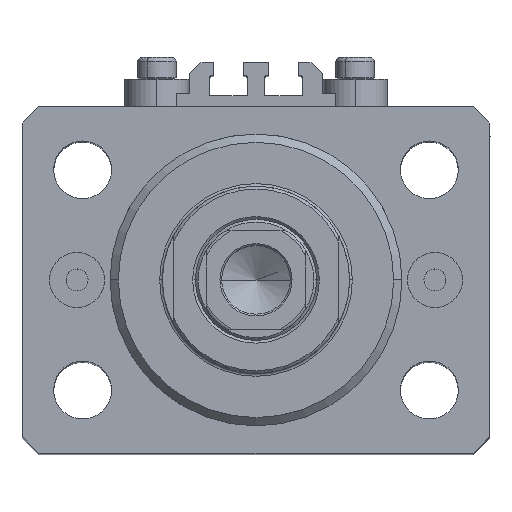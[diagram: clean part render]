
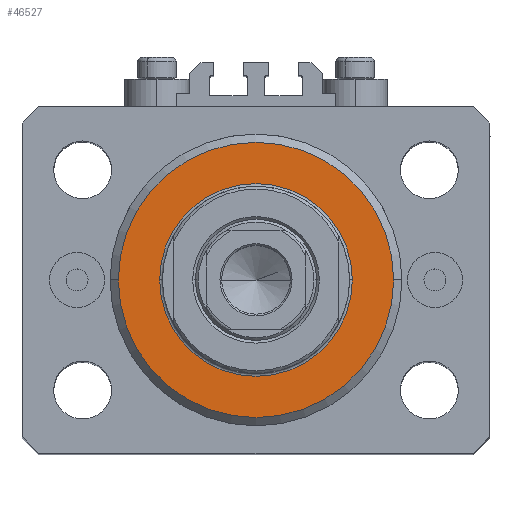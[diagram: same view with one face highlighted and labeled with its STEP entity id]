
A CAD part, top view. The second image highlights one B-rep face of the part: STEP entity #46527.
In plain terms, the highlighted face is planar.
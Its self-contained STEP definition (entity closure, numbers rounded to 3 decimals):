
#2262 = CIRCLE ( 'NONE', #44194, 17.5 ) ;
#2357 = CIRCLE ( 'NONE', #9243, 25. ) ;
#2477 = ORIENTED_EDGE ( 'NONE', *, *, #26066, .T. ) ;
#5419 = DIRECTION ( 'NONE',  ( 1., 0., 0. ) ) ;
#6291 = CARTESIAN_POINT ( 'NONE',  ( -25., 0., 0. ) ) ;
#7002 = DIRECTION ( 'NONE',  ( 0., 0., 1. ) ) ;
#7786 = ORIENTED_EDGE ( 'NONE', *, *, #40523, .T. ) ;
#9243 = AXIS2_PLACEMENT_3D ( 'NONE', #32032, #46801, #39179 ) ;
#11615 = CARTESIAN_POINT ( 'NONE',  ( 0., 0., 0. ) ) ;
#15535 = DIRECTION ( 'NONE',  ( 0., 0., 1. ) ) ;
#15755 = AXIS2_PLACEMENT_3D ( 'NONE', #46832, #7002, #21573 ) ;
#16161 = DIRECTION ( 'NONE',  ( 1., 0., 0. ) ) ;
#18832 = CIRCLE ( 'NONE', #46998, 25. ) ;
#19506 = AXIS2_PLACEMENT_3D ( 'NONE', #11615, #30702, #16161 ) ;
#19793 = EDGE_CURVE ( 'NONE', #20670, #19861, #2262, .T. ) ;
#19861 = VERTEX_POINT ( 'NONE', #44154 ) ;
#20670 = VERTEX_POINT ( 'NONE', #35194 ) ;
#21338 = FACE_BOUND ( 'NONE', #42173, .T. ) ;
#21573 = DIRECTION ( 'NONE',  ( 1., 0., 0. ) ) ;
#22939 = CARTESIAN_POINT ( 'NONE',  ( 25., 0., 0. ) ) ;
#25146 = PLANE ( 'NONE',  #15755 ) ;
#25510 = ORIENTED_EDGE ( 'NONE', *, *, #43322, .T. ) ;
#26036 = CARTESIAN_POINT ( 'NONE',  ( 0., 0., 0. ) ) ;
#26066 = EDGE_CURVE ( 'NONE', #46513, #33581, #2357, .T. ) ;
#29622 = DIRECTION ( 'NONE',  ( 1., 0., 0. ) ) ;
#30319 = EDGE_LOOP ( 'NONE', ( #25510, #2477 ) ) ;
#30702 = DIRECTION ( 'NONE',  ( 0., 0., 1. ) ) ;
#31436 = CARTESIAN_POINT ( 'NONE',  ( 0., 0., 0. ) ) ;
#32032 = CARTESIAN_POINT ( 'NONE',  ( 0., 0., 0. ) ) ;
#32437 = CIRCLE ( 'NONE', #19506, 17.5 ) ;
#33581 = VERTEX_POINT ( 'NONE', #22939 ) ;
#35194 = CARTESIAN_POINT ( 'NONE',  ( -17.5, 0., 0. ) ) ;
#38121 = DIRECTION ( 'NONE',  ( 0., 0., -1. ) ) ;
#38753 = FACE_OUTER_BOUND ( 'NONE', #30319, .T. ) ;
#39179 = DIRECTION ( 'NONE',  ( 1., 0., 0. ) ) ;
#40523 = EDGE_CURVE ( 'NONE', #19861, #20670, #32437, .T. ) ;
#41932 = ORIENTED_EDGE ( 'NONE', *, *, #19793, .T. ) ;
#42173 = EDGE_LOOP ( 'NONE', ( #7786, #41932 ) ) ;
#43322 = EDGE_CURVE ( 'NONE', #33581, #46513, #18832, .T. ) ;
#44154 = CARTESIAN_POINT ( 'NONE',  ( 17.5, 0., 0. ) ) ;
#44194 = AXIS2_PLACEMENT_3D ( 'NONE', #26036, #15535, #29622 ) ;
#46513 = VERTEX_POINT ( 'NONE', #6291 ) ;
#46527 = ADVANCED_FACE ( 'NONE', ( #21338, #38753 ), #25146, .F. ) ;
#46801 = DIRECTION ( 'NONE',  ( 0., 0., -1. ) ) ;
#46832 = CARTESIAN_POINT ( 'NONE',  ( 0., 0., 0. ) ) ;
#46998 = AXIS2_PLACEMENT_3D ( 'NONE', #31436, #38121, #5419 ) ;
